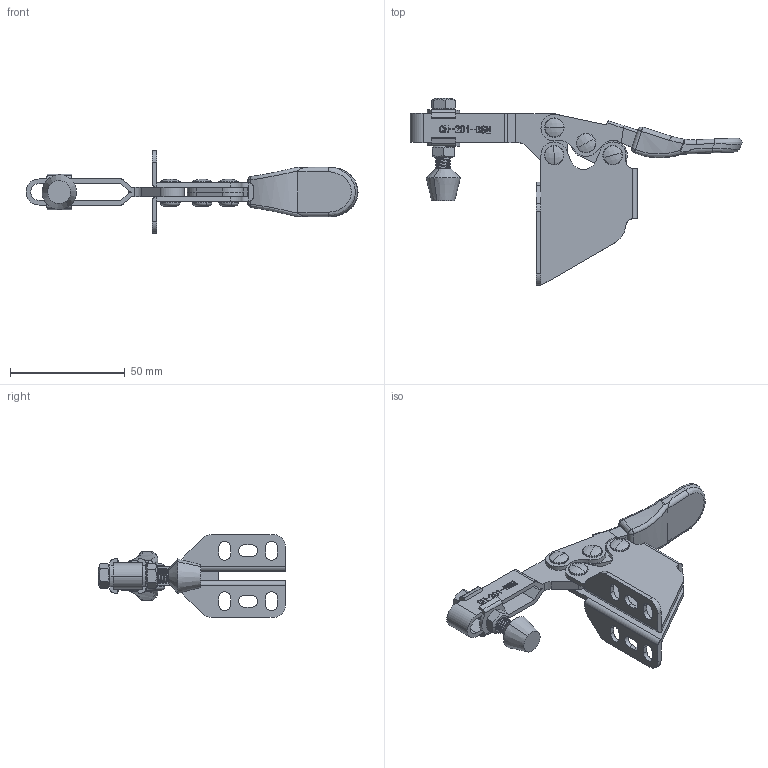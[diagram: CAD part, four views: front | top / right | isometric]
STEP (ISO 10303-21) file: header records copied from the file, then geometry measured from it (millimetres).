
FILE_DESCRIPTION (( 'STEP AP203' ), '1' );
FILE_NAME ('CH-201-BSM.STEP', '2017-11-11T08:16:08', ( 'Windows' ), ( 'Microsoft' ), 'SwSTEP 2.0', 'SolidWorks 2015', '' );
FILE_SCHEMA (( 'CONFIG_CONTROL_DESIGN' ));
Length unit declared in the file: millimetre
Products named in the file (11): 201-B-06; FW140; 14134-02; 14134; CH-201-BSM揤參; 201-B-03; CH-201-BSM菁釱; 201-B-05; CH-201-BSM; 201-B; 201-B-04
Assembly tree (16 placements, depth 3):
  CH-201-BSM
    201-B
      201-B-03
      201-B-05
    201-B-04  x2
    201-B-06  x4
    FW140  x2
    14134-02  x2
    14134
    CH-201-BSM揤參
    CH-201-BSM菁釱
Bounding box: 144.59 x 81.46 x 36 mm (x, y, z)
Volume: 26490.3 mm3; surface area: 29578.6 mm2
Topology: 15 solids, 17 shells, 854 faces, 2267 edges, 1474 vertices
Faces by surface type: plane 322, cylinder 248, bspline 207, torus 34, cone 33, sphere 10
Entity records: 35360 total; most frequent: CARTESIAN_POINT 17307, ORIENTED_EDGE 3940, DIRECTION 2755, EDGE_CURVE 1970, VERTEX_POINT 1292, LINE 1065, VECTOR 1065, AXIS2_PLACEMENT_3D 845
